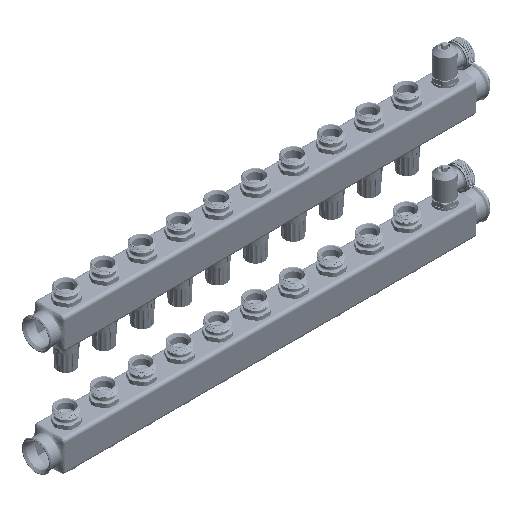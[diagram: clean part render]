
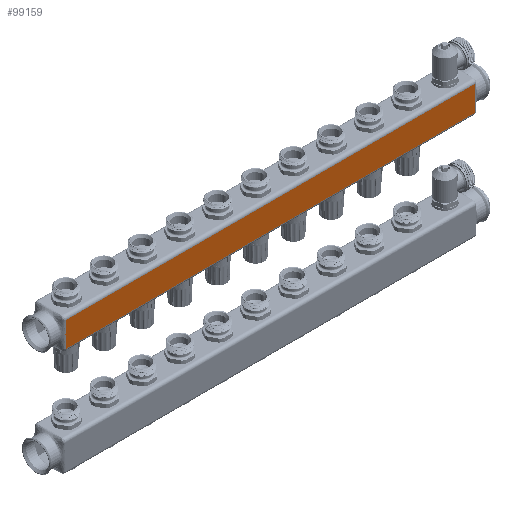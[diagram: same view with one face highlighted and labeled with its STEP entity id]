
A CAD part, isometric view. The second image highlights one B-rep face of the part: STEP entity #99159.
In plain terms, the highlighted planar face has unit normal (0, -1, 0).
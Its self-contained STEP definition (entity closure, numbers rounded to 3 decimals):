
#93649=CARTESIAN_POINT('',(19.869,-20.,
16.5));
#93816=CARTESIAN_POINT('',(19.869,-20.,
16.5));
#93817=CARTESIAN_POINT('',(19.831,-20.,
15.605));
#93818=CARTESIAN_POINT('',(19.74,-20.,
13.713));
#93819=CARTESIAN_POINT('',(19.547,-20.,
10.515));
#93820=CARTESIAN_POINT('',(19.336,-20.,
7.104));
#93821=CARTESIAN_POINT('',(19.203,-20.,
3.548));
#93822=CARTESIAN_POINT('',(19.165,-20.,
-0.061));
#93823=CARTESIAN_POINT('',(19.206,-20.,
-3.668));
#93824=CARTESIAN_POINT('',(19.342,-20.,
-7.215));
#93825=CARTESIAN_POINT('',(19.552,-20.,
-10.605));
#93826=CARTESIAN_POINT('',(19.743,-20.,
-13.768));
#93827=CARTESIAN_POINT('',(19.831,-20.,
-15.626));
#93828=CARTESIAN_POINT('',(19.869,-20.,
-16.5));
#93830=CARTESIAN_POINT('',(19.869,-20.,
-16.5));
#93836=CARTESIAN_POINT('',(560.131,-20.,16.5));
#93837=CARTESIAN_POINT('',(560.131,-20.,16.5));
#93838=CARTESIAN_POINT('',(560.164,-20.,
15.741));
#93839=CARTESIAN_POINT('',(560.232,-20.,
14.293));
#93840=CARTESIAN_POINT('',(560.349,-20.,
12.228));
#93841=CARTESIAN_POINT('',(560.465,-20.,
10.341));
#93842=CARTESIAN_POINT('',(560.574,-20.,8.551));
#93843=CARTESIAN_POINT('',(560.669,-20.,
6.776));
#93844=CARTESIAN_POINT('',(560.744,-20.,4.983));
#93845=CARTESIAN_POINT('',(560.793,-20.,3.2));
#93846=CARTESIAN_POINT('',(560.819,-20.,1.45));
#93847=CARTESIAN_POINT('',(560.825,-20.,-0.292));
#93848=CARTESIAN_POINT('',(560.812,-20.,-2.061));
#93849=CARTESIAN_POINT('',(560.777,-20.,-3.865));
#93850=CARTESIAN_POINT('',(560.719,-20.,-5.653));
#93851=CARTESIAN_POINT('',(560.64,-20.,-7.346));
#93852=CARTESIAN_POINT('',(560.552,-20.,-8.914));
#93853=CARTESIAN_POINT('',(560.462,-20.,
-10.391));
#93854=CARTESIAN_POINT('',(560.372,-20.,-11.844));
#93855=CARTESIAN_POINT('',(560.286,-20.,
-13.326));
#93856=CARTESIAN_POINT('',(560.204,-20.,
-14.881));
#93857=CARTESIAN_POINT('',(560.155,-20.,
-15.945));
#93858=CARTESIAN_POINT('',(560.131,-20.,-16.5));
#93859=CARTESIAN_POINT('',(560.131,-20.,-16.5));
#93861=DIRECTION('',(-1.,0.,0.));
#93862=VECTOR('',#93861,540.263);
#93863=CARTESIAN_POINT('',(560.131,-20.,
-16.5));
#93864=LINE('',#93863,#93862);
#95050=DIRECTION('',(-1.,0.,0.));
#95051=VECTOR('',#95050,540.263);
#95052=CARTESIAN_POINT('',(560.131,-20.,
16.5));
#95053=LINE('',#95052,#95051);
#97476=VERTEX_POINT('',#93649);
#97491=VERTEX_POINT('',#93830);
#97493=VERTEX_POINT('',#93836);
#97494=VERTEX_POINT('',#93859);
#99145=CARTESIAN_POINT('',(290.,-20.,0.));
#99146=DIRECTION('',(0.,1.,0.));
#99147=DIRECTION('',(1.,0.,0.));
#99148=AXIS2_PLACEMENT_3D('',#99145,#99146,#99147);
#99149=PLANE('',#99148);
#99151=ORIENTED_EDGE('',*,*,#99150,.T.);
#99153=ORIENTED_EDGE('',*,*,#99152,.T.);
#99154=ORIENTED_EDGE('',*,*,#99139,.F.);
#99156=ORIENTED_EDGE('',*,*,#99155,.F.);
#99157=EDGE_LOOP('',(#99151,#99153,#99154,#99156));
#99158=FACE_OUTER_BOUND('',#99157,.F.);
#99159=ADVANCED_FACE('',(#99158),#99149,.F.);
#93829=B_SPLINE_CURVE_WITH_KNOTS('',3,(#93816,#93817,#93818,#93819,#93820,
#93821,#93822,#93823,#93824,#93825,#93826,#93827,#93828),.UNSPECIFIED.,.F.,.F.,(
4,1,1,1,1,1,1,1,1,1,4),(0.,0.1,0.2,0.3,0.4,0.5,0.6,0.7,0.8,
0.9,1.),.UNSPECIFIED.);
#93860=B_SPLINE_CURVE_WITH_KNOTS('',3,(#93836,#93837,#93838,#93839,#93840,
#93841,#93842,#93843,#93844,#93845,#93846,#93847,#93848,#93849,#93850,#93851,
#93852,#93853,#93854,#93855,#93856,#93857,#93858,#93859),.UNSPECIFIED.,.F.,.F.,(
4,1,1,1,1,1,1,1,1,1,1,1,1,1,1,1,1,1,1,1,1,4),(0.,0.,
0.069,0.131,0.187,0.24,
0.294,0.349,0.404,0.456,
0.508,0.562,0.617,0.672,
0.725,0.772,0.816,0.86,
0.904,0.95,1.,1.),.UNSPECIFIED.);
#99139=EDGE_CURVE('',#97476,#97491,#93829,.T.);
#99150=EDGE_CURVE('',#97493,#97494,#93860,.T.);
#99152=EDGE_CURVE('',#97494,#97491,#93864,.T.);
#99155=EDGE_CURVE('',#97493,#97476,#95053,.T.);
